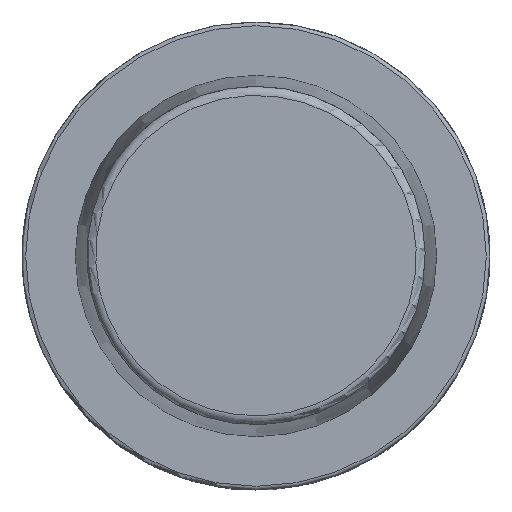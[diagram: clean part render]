
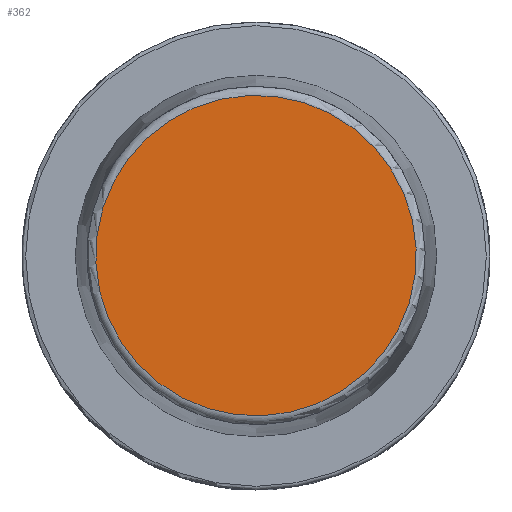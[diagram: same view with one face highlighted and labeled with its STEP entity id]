
A CAD part, top view. The second image highlights one B-rep face of the part: STEP entity #362.
In plain terms, the highlighted planar face has unit normal (0, 0, 1).
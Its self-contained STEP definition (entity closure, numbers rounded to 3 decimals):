
#199=FACE_OUTER_BOUND('',#585,.T.);
#362=ADVANCED_FACE('',(#199),#418,.F.);
#418=PLANE('',#2137);
#585=EDGE_LOOP('',(#1164));
#674=CIRCLE('',#2135,21.576);
#1164=ORIENTED_EDGE('',*,*,#1643,.T.);
#1384=VERTEX_POINT('',#3634);
#1643=EDGE_CURVE('',#1384,#1384,#674,.T.);
#2135=AXIS2_PLACEMENT_3D('',#3633,#2616,#2617);
#2137=AXIS2_PLACEMENT_3D('',#3636,#2620,#2621);
#2616=DIRECTION('',(0.,0.,1.));
#2617=DIRECTION('',(-0.922,-0.386,0.));
#2620=DIRECTION('',(0.,0.,-1.));
#2621=DIRECTION('',(0.,1.,0.));
#3633=CARTESIAN_POINT('',(0.,0.,32.));
#3634=CARTESIAN_POINT('',(-19.902,-8.332,32.));
#3636=CARTESIAN_POINT('',(0.,0.,32.));
